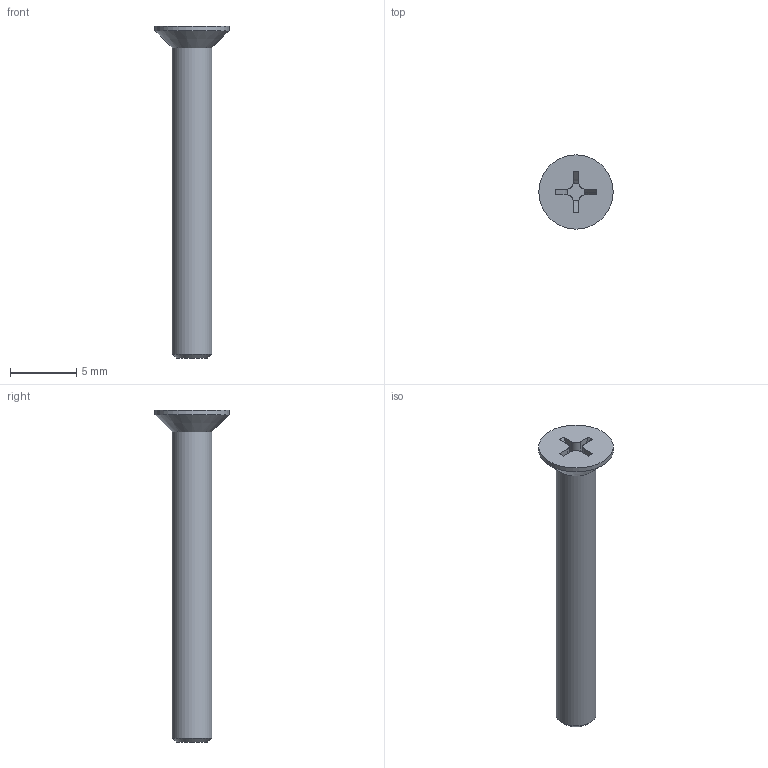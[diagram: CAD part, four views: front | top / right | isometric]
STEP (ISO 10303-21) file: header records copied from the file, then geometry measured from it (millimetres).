
FILE_DESCRIPTION(('FreeCAD Model'),'2;1');
FILE_NAME('cross_recessed_phillips_countersunk_flat_head_M3x25.step','2020-02-20T20:23:48',('Author'),(''), 'Open CASCADE STEP processor 7.3','FreeCAD','Unknown');
FILE_SCHEMA(('AUTOMOTIVE_DESIGN { 1 0 10303 214 1 1 1 1 }'));
Length unit declared in the file: millimetre
Products named in the file (1): VITE_TESTA_SVASATA_PHILLIPS
Bounding box: 5.6 x 5.6 x 25 mm (x, y, z)
Volume: 188.9 mm3; surface area: 295.5 mm2
Topology: 1 solids, 1 shells, 24 faces, 63 edges, 42 vertices
Faces by surface type: plane 11, cone 7, cylinder 6
Full cylindrical faces by diameter (mm): 3 x1, 5.6 x1
Entity records: 1848 total; most frequent: CARTESIAN_POINT 432, DIRECTION 233, ORIENTED_EDGE 126, PCURVE 126, DEFINITIONAL_REPRESENTATION 126, LINE 92, VECTOR 92, EDGE_CURVE 63
